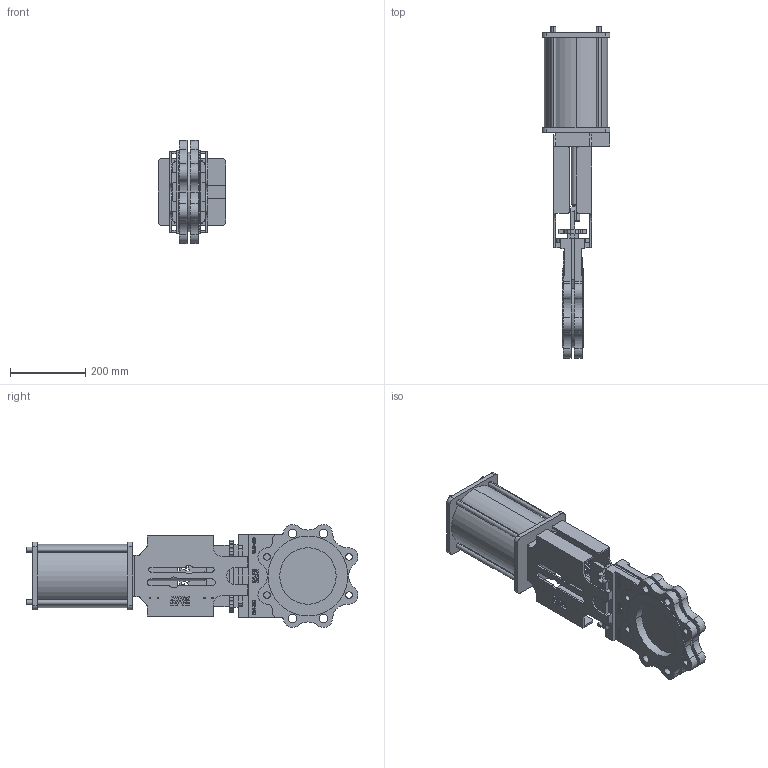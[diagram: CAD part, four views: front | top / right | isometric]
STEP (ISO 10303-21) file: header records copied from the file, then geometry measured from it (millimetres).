
FILE_DESCRIPTION (( 'STEP AP203' ), '1' );
FILE_NAME ('70215040034.STEP', '2017-03-15T14:20:11', ( '' ), ( '' ), 'SwSTEP 2.0', 'SolidWorks 2016', '' );
FILE_SCHEMA (( 'CONFIG_CONTROL_DESIGN' ));
Products named in the file (1): 70215040034
Bounding box: 180 x 880.7 x 273.52 mm (x, y, z)
Volume: 10317992.8 mm3; surface area: 855685.6 mm2
Topology: 1 solids, 1 shells, 1118 faces, 3176 edges, 2112 vertices
Faces by surface type: plane 554, cylinder 415, bspline 142, cone 7
Entity records: 45552 total; most frequent: CARTESIAN_POINT 16363, ORIENTED_EDGE 6352, DIRECTION 5693, EDGE_CURVE 3176, VERTEX_POINT 2112, VECTOR 2041, LINE 2041, AXIS2_PLACEMENT_3D 1826
